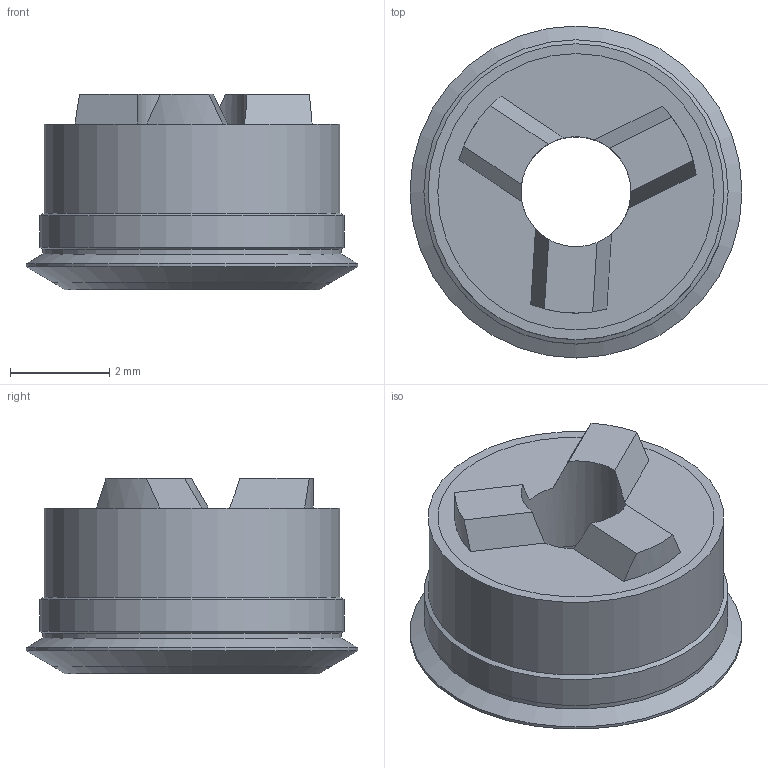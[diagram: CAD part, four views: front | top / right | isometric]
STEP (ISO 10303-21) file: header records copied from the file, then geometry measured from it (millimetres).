
FILE_DESCRIPTION(/* description */ (''),/* implementation_level */ '2;1');
FILE_NAME(/* name */ 'R335.14-067MNF050.05Z3_Basic.stp',/* time_stamp */ '2024-09-04T14:40:09+05:00',/* author */ (''),/* organization */ (''),/* preprocessor_version */ 'ST-DEVELOPER v16.7',/* originating_system */ 'SIEMENS PLM Software NX 12.0',/* authorisation */ '');
FILE_SCHEMA (('AUTOMOTIVE_DESIGN { 1 0 10303 214 3 1 1 1 }'));
Length unit declared in the file: millimetre
Products named in the file (1): inpu0DD815BE9qhh
Bounding box: 6.7 x 6.7 x 3.94 mm (x, y, z)
Volume: 76.6 mm3; surface area: 265.4 mm2
Topology: 2 solids, 2 shells, 31 faces, 88 edges, 65 vertices
Faces by surface type: plane 13, cylinder 12, cone 5, revolution 1
Full cylindrical faces by diameter (mm): 2.22 x1, 3.3 x1, 4.9 x1, 5.578 x2, 5.972 x1, 6.015 x1, 6.14 x1, 6.7 x1
Entity records: 1086 total; most frequent: CARTESIAN_POINT 288, DIRECTION 145, ORIENTED_EDGE 140, EDGE_CURVE 70, AXIS2_PLACEMENT_3D 66, VERTEX_POINT 58, EDGE_LOOP 50, FACE_BOUND 38
